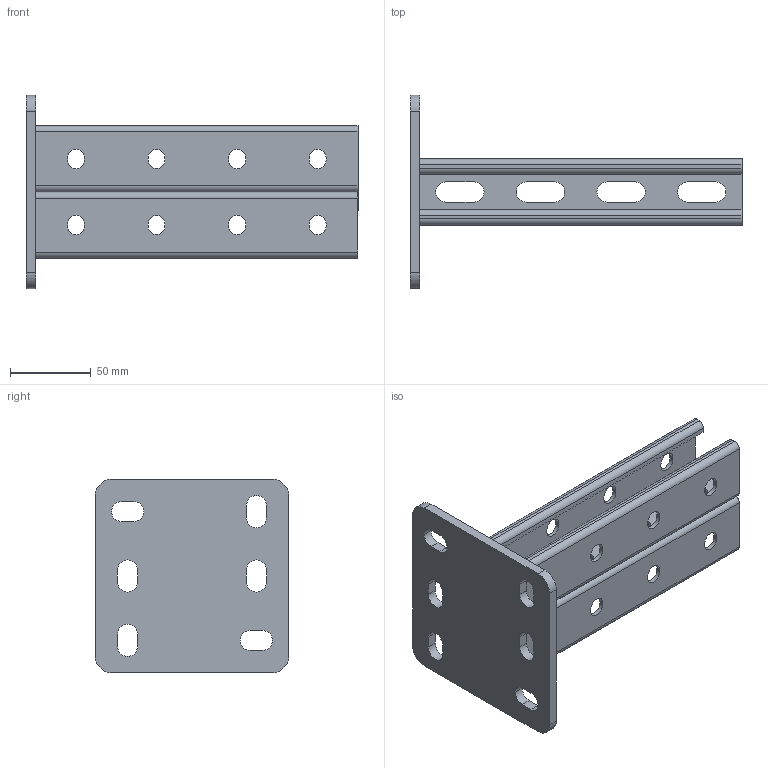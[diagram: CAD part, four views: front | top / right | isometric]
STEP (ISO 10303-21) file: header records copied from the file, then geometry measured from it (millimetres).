
FILE_DESCRIPTION (( 'STEP AP203' ), '1' );
FILE_NAME ('Êðîíøòåéí ïîòîëî÷íûé äâîéíîé_h41-200.step', '2022-01-27T07:58:06', ( '' ), ( '' ), 'SwSTEP 2.0', 'SolidWorks 2017', '' );
FILE_SCHEMA (( 'CONFIG_CONTROL_DESIGN' ));
Length unit declared in the file: millimetre
Products named in the file (3): STRUT-镳铘桦黖h41-200; Ïÿòêà ïîòîëî÷êàÿ; Êðîíøòåéí ïîòîëî÷íûé äâîéíîé_h41-200
Assembly tree (3 placements, depth 2):
  Êðîíøòåéí ïîòîëî÷íûé äâîéíîé_h41-200
    Ïÿòêà ïîòîëî÷êàÿ
    STRUT-镳铘桦黖h41-200  x2
Bounding box: 206 x 120 x 120 mm (x, y, z)
Volume: 200438.6 mm3; surface area: 136992.7 mm2
Topology: 3 solids, 3 shells, 818 faces, 2434 edges, 1622 vertices
Faces by surface type: plane 740, cylinder 78
Entity records: 14499 total; most frequent: CARTESIAN_POINT 2546, ORIENTED_EDGE 2536, DIRECTION 2230, EDGE_CURVE 1268, LINE 1172, VECTOR 1172, VERTEX_POINT 845, AXIS2_PLACEMENT_3D 529
